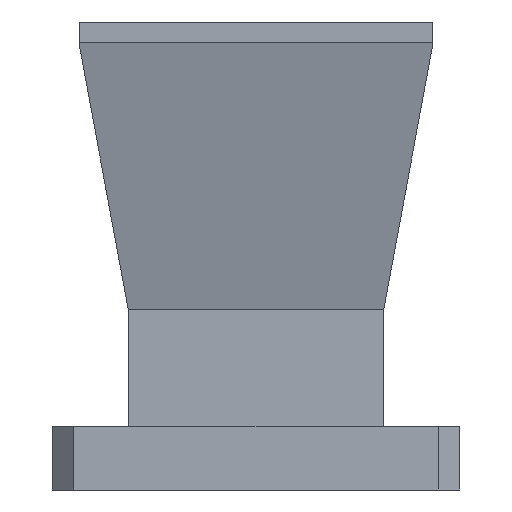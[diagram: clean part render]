
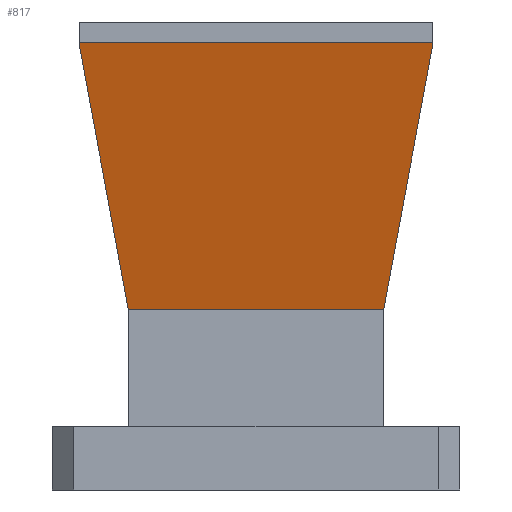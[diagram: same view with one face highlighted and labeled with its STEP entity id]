
A CAD part, left-side view. The second image highlights one B-rep face of the part: STEP entity #817.
In plain terms, the highlighted planar face has unit normal (-0.969, 0, -0.249).
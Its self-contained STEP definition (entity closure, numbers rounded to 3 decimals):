
#44 = VERTEX_POINT ( 'NONE', #878 ) ;
#45 = LINE ( 'NONE', #1424, #566 ) ;
#58 = AXIS2_PLACEMENT_3D ( 'NONE', #823, #262, #581 ) ;
#70 = CARTESIAN_POINT ( 'NONE',  ( -7.285, -12.025, 49.77 ) ) ;
#81 = LINE ( 'NONE', #545, #1268 ) ;
#166 = LINE ( 'NONE', #1078, #1478 ) ;
#167 = LINE ( 'NONE', #511, #827 ) ;
#241 = LINE ( 'NONE', #689, #1051 ) ;
#248 = LINE ( 'NONE', #699, #414 ) ;
#262 = DIRECTION ( 'NONE',  ( -0.968, 0., -0.249 ) ) ;
#269 = ORIENTED_EDGE ( 'NONE', *, *, #1058, .F. ) ;
#287 = CARTESIAN_POINT ( 'NONE',  ( -7.285, 12.025, 49.77 ) ) ;
#295 = CARTESIAN_POINT ( 'NONE',  ( -13.702, 16.621, 74.726 ) ) ;
#330 = DIRECTION ( 'NONE',  ( 0.245, 0.177, -0.953 ) ) ;
#357 = VECTOR ( 'NONE', #330, 1000. ) ;
#363 = ORIENTED_EDGE ( 'NONE', *, *, #993, .T. ) ;
#365 = ORIENTED_EDGE ( 'NONE', *, *, #1073, .T. ) ;
#367 = CARTESIAN_POINT ( 'NONE',  ( -7.285, 12.025, 49.77 ) ) ;
#399 = EDGE_CURVE ( 'NONE', #1443, #1331, #241, .T. ) ;
#414 = VECTOR ( 'NONE', #928, 1000. ) ;
#511 = CARTESIAN_POINT ( 'NONE',  ( -7.263, 0., 49.684 ) ) ;
#526 = EDGE_CURVE ( 'NONE', #1331, #1385, #248, .T. ) ;
#545 = CARTESIAN_POINT ( 'NONE',  ( -10.613, -16.621, 62.712 ) ) ;
#566 = VECTOR ( 'NONE', #1314, 1000. ) ;
#575 = EDGE_CURVE ( 'NONE', #1161, #44, #167, .T. ) ;
#581 = DIRECTION ( 'NONE',  ( -0.249, 0., 0.968 ) ) ;
#599 = ORIENTED_EDGE ( 'NONE', *, *, #526, .T. ) ;
#658 = LINE ( 'NONE', #1351, #357 ) ;
#670 = CARTESIAN_POINT ( 'NONE',  ( -13.702, -16.621, 74.726 ) ) ;
#675 = ORIENTED_EDGE ( 'NONE', *, *, #575, .T. ) ;
#689 = CARTESIAN_POINT ( 'NONE',  ( -13.702, 0., 74.726 ) ) ;
#699 = CARTESIAN_POINT ( 'NONE',  ( -10.613, 16.621, 62.712 ) ) ;
#736 = EDGE_CURVE ( 'NONE', #1328, #1161, #803, .T. ) ;
#737 = DIRECTION ( 'NONE',  ( 0., -1., 0. ) ) ;
#763 = EDGE_LOOP ( 'NONE', ( #269, #365, #1232, #599, #363, #1064, #675, #1238 ) ) ;
#803 = LINE ( 'NONE', #367, #1036 ) ;
#817 = ADVANCED_FACE ( 'NONE', ( #1148 ), #920, .T. ) ;
#823 = CARTESIAN_POINT ( 'NONE',  ( -10.613, 0., 62.712 ) ) ;
#827 = VECTOR ( 'NONE', #737, 1000. ) ;
#878 = CARTESIAN_POINT ( 'NONE',  ( -7.263, -12.025, 49.684 ) ) ;
#889 = CARTESIAN_POINT ( 'NONE',  ( -7.263, 12.025, 49.684 ) ) ;
#916 = DIRECTION ( 'NONE',  ( 0.249, 0., -0.968 ) ) ;
#920 = PLANE ( 'NONE',  #58 ) ;
#928 = DIRECTION ( 'NONE',  ( 0.249, 0., -0.968 ) ) ;
#962 = EDGE_CURVE ( 'NONE', #44, #1402, #166, .T. ) ;
#968 = CARTESIAN_POINT ( 'NONE',  ( -13.648, -16.621, 74.516 ) ) ;
#993 = EDGE_CURVE ( 'NONE', #1385, #1328, #45, .T. ) ;
#1032 = VERTEX_POINT ( 'NONE', #968 ) ;
#1036 = VECTOR ( 'NONE', #916, 1000. ) ;
#1051 = VECTOR ( 'NONE', #1135, 1000. ) ;
#1058 = EDGE_CURVE ( 'NONE', #1032, #1402, #658, .T. ) ;
#1064 = ORIENTED_EDGE ( 'NONE', *, *, #736, .T. ) ;
#1073 = EDGE_CURVE ( 'NONE', #1032, #1443, #81, .T. ) ;
#1078 = CARTESIAN_POINT ( 'NONE',  ( -10.613, -12.025, 62.712 ) ) ;
#1084 = CARTESIAN_POINT ( 'NONE',  ( -13.648, 16.621, 74.516 ) ) ;
#1135 = DIRECTION ( 'NONE',  ( 0., 1., 0. ) ) ;
#1148 = FACE_OUTER_BOUND ( 'NONE', #763, .T. ) ;
#1161 = VERTEX_POINT ( 'NONE', #889 ) ;
#1192 = DIRECTION ( 'NONE',  ( -0.249, 0., 0.968 ) ) ;
#1232 = ORIENTED_EDGE ( 'NONE', *, *, #399, .T. ) ;
#1238 = ORIENTED_EDGE ( 'NONE', *, *, #962, .T. ) ;
#1268 = VECTOR ( 'NONE', #1477, 1000. ) ;
#1314 = DIRECTION ( 'NONE',  ( 0.245, -0.177, -0.953 ) ) ;
#1328 = VERTEX_POINT ( 'NONE', #287 ) ;
#1331 = VERTEX_POINT ( 'NONE', #295 ) ;
#1351 = CARTESIAN_POINT ( 'NONE',  ( -13.648, -16.621, 74.516 ) ) ;
#1385 = VERTEX_POINT ( 'NONE', #1084 ) ;
#1402 = VERTEX_POINT ( 'NONE', #70 ) ;
#1424 = CARTESIAN_POINT ( 'NONE',  ( -13.648, 16.621, 74.516 ) ) ;
#1443 = VERTEX_POINT ( 'NONE', #670 ) ;
#1477 = DIRECTION ( 'NONE',  ( -0.249, 0., 0.968 ) ) ;
#1478 = VECTOR ( 'NONE', #1192, 1000. ) ;
